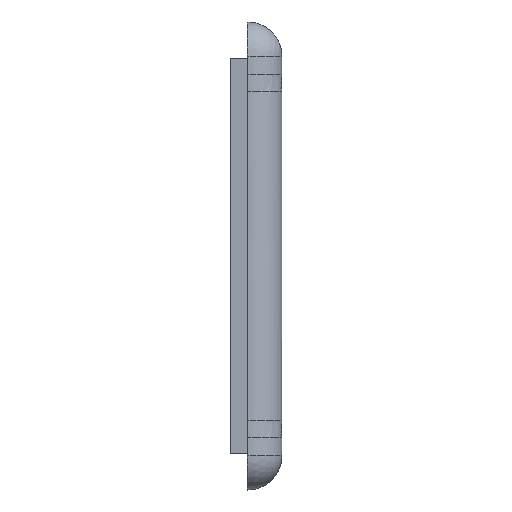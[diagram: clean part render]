
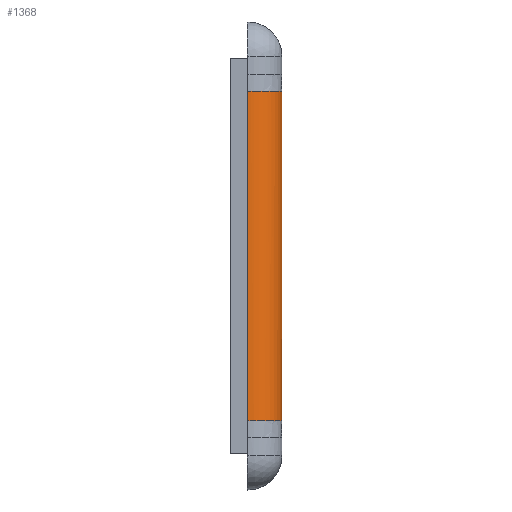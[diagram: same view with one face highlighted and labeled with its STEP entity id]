
A CAD part, front view. The second image highlights one B-rep face of the part: STEP entity #1368.
In plain terms, the highlighted cylindrical face has radius 1.98 mm (diameter 3.96 mm), a partial arc.
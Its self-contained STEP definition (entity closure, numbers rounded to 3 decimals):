
#32 = PLANE('',#33);
#33 = AXIS2_PLACEMENT_3D('',#34,#35,#36);
#34 = CARTESIAN_POINT('',(0.,-33.,25.02));
#35 = DIRECTION('',(0.,1.,0.));
#36 = DIRECTION('',(0.,0.,-1.));
#85 = VERTEX_POINT('',#86);
#86 = CARTESIAN_POINT('',(0.02,-33.,23.));
#106 = ( BOUNDED_SURFACE() B_SPLINE_SURFACE(2,5,(
    (#107,#108,#109,#110,#111,#112)
    ,(#113,#114,#115,#116,#117,#118)
    ,(#119,#120,#121,#122,#123,#124
)),.UNSPECIFIED.,.F.,.F.,.F.) B_SPLINE_SURFACE_WITH_KNOTS((3,3),(6,6),(
    0.,0.999),(66.171,67.17),
.PIECEWISE_BEZIER_KNOTS.) GEOMETRIC_REPRESENTATION_ITEM() 
RATIONAL_B_SPLINE_SURFACE((
    (1.,1.,1.,1.,1.,1.)
    ,(0.707,0.719,0.724,0.724
      ,0.719,0.707)
,(1.,1.,1.,1.,1.,1.))) REPRESENTATION_ITEM('') SURFACE() );
#107 = CARTESIAN_POINT('',(0.02,-33.,24.));
#108 = CARTESIAN_POINT('',(0.02,-33.,23.8));
#109 = CARTESIAN_POINT('',(0.023,-33.,23.6));
#110 = CARTESIAN_POINT('',(0.023,-33.,23.4));
#111 = CARTESIAN_POINT('',(0.02,-33.,23.2));
#112 = CARTESIAN_POINT('',(0.02,-33.,23.));
#113 = CARTESIAN_POINT('',(2.,-33.,24.));
#114 = CARTESIAN_POINT('',(1.935,-33.,23.803));
#115 = CARTESIAN_POINT('',(1.91,-33.,23.601));
#116 = CARTESIAN_POINT('',(1.91,-33.,23.399));
#117 = CARTESIAN_POINT('',(1.935,-33.,23.197));
#118 = CARTESIAN_POINT('',(2.,-33.,23.));
#119 = CARTESIAN_POINT('',(2.,-31.02,24.));
#120 = CARTESIAN_POINT('',(2.,-31.086,23.8));
#121 = CARTESIAN_POINT('',(2.,-31.115,23.6));
#122 = CARTESIAN_POINT('',(2.,-31.115,23.4));
#123 = CARTESIAN_POINT('',(2.,-31.086,23.2));
#124 = CARTESIAN_POINT('',(2.,-31.02,23.));
#132 = EDGE_CURVE('',#85,#133,#135,.T.);
#133 = VERTEX_POINT('',#134);
#134 = CARTESIAN_POINT('',(0.02,-33.,4.));
#135 = SURFACE_CURVE('',#136,(#140,#147),.PCURVE_S1.);
#136 = LINE('',#137,#138);
#137 = CARTESIAN_POINT('',(0.02,-33.,25.02));
#138 = VECTOR('',#139,1.);
#139 = DIRECTION('',(0.,0.,-1.));
#140 = PCURVE('',#32,#141);
#141 = DEFINITIONAL_REPRESENTATION('',(#142),#146);
#142 = LINE('',#143,#144);
#143 = CARTESIAN_POINT('',(0.,-0.02));
#144 = VECTOR('',#145,1.);
#145 = DIRECTION('',(1.,0.));
#146 = ( GEOMETRIC_REPRESENTATION_CONTEXT(2) 
PARAMETRIC_REPRESENTATION_CONTEXT() REPRESENTATION_CONTEXT('2D SPACE',''
  ) );
#147 = PCURVE('',#148,#153);
#148 = CYLINDRICAL_SURFACE('',#149,1.98);
#149 = AXIS2_PLACEMENT_3D('',#150,#151,#152);
#150 = CARTESIAN_POINT('',(0.02,-31.02,25.02));
#151 = DIRECTION('',(0.,0.,-1.));
#152 = DIRECTION('',(1.,0.,0.));
#153 = DEFINITIONAL_REPRESENTATION('',(#154),#158);
#154 = LINE('',#155,#156);
#155 = CARTESIAN_POINT('',(1.571,0.));
#156 = VECTOR('',#157,1.);
#157 = DIRECTION('',(0.,1.));
#158 = ( GEOMETRIC_REPRESENTATION_CONTEXT(2) 
PARAMETRIC_REPRESENTATION_CONTEXT() REPRESENTATION_CONTEXT('2D SPACE',''
  ) );
#182 = ( BOUNDED_SURFACE() B_SPLINE_SURFACE(2,5,(
    (#183,#184,#185,#186,#187,#188)
    ,(#189,#190,#191,#192,#193,#194)
    ,(#195,#196,#197,#198,#199,#200
)),.UNSPECIFIED.,.F.,.F.,.F.) B_SPLINE_SURFACE_WITH_KNOTS((3,3),(6,6),(
    0.,0.999),(86.171,87.17),
.PIECEWISE_BEZIER_KNOTS.) GEOMETRIC_REPRESENTATION_ITEM() 
RATIONAL_B_SPLINE_SURFACE((
    (1.,1.,1.,1.,1.,1.)
    ,(0.707,0.719,0.724,0.724
      ,0.719,0.707)
,(1.,1.,1.,1.,1.,1.))) REPRESENTATION_ITEM('') SURFACE() );
#183 = CARTESIAN_POINT('',(0.02,-33.,4.));
#184 = CARTESIAN_POINT('',(0.02,-33.,3.8));
#185 = CARTESIAN_POINT('',(0.023,-33.,3.6));
#186 = CARTESIAN_POINT('',(0.023,-33.,3.4));
#187 = CARTESIAN_POINT('',(0.02,-33.,3.2));
#188 = CARTESIAN_POINT('',(0.02,-33.,3.));
#189 = CARTESIAN_POINT('',(2.,-33.,4.));
#190 = CARTESIAN_POINT('',(1.935,-33.,3.803));
#191 = CARTESIAN_POINT('',(1.91,-33.,3.601));
#192 = CARTESIAN_POINT('',(1.91,-33.,3.399));
#193 = CARTESIAN_POINT('',(1.935,-33.,3.197));
#194 = CARTESIAN_POINT('',(2.,-33.,3.));
#195 = CARTESIAN_POINT('',(2.,-31.02,4.));
#196 = CARTESIAN_POINT('',(2.,-31.086,3.8));
#197 = CARTESIAN_POINT('',(2.,-31.115,3.6));
#198 = CARTESIAN_POINT('',(2.,-31.115,3.4));
#199 = CARTESIAN_POINT('',(2.,-31.086,3.2));
#200 = CARTESIAN_POINT('',(2.,-31.02,3.));
#1252 = VERTEX_POINT('',#1253);
#1253 = CARTESIAN_POINT('',(2.,-31.02,23.));
#1285 = EDGE_CURVE('',#1252,#85,#1286,.T.);
#1286 = SURFACE_CURVE('',#1287,(#1291,#1298),.PCURVE_S1.);
#1287 = ( BOUNDED_CURVE() B_SPLINE_CURVE(2,(#1288,#1289,#1290),
.UNSPECIFIED.,.F.,.F.) B_SPLINE_CURVE_WITH_KNOTS((3,3),(0.,
0.999),.PIECEWISE_BEZIER_KNOTS.) CURVE() 
GEOMETRIC_REPRESENTATION_ITEM() RATIONAL_B_SPLINE_CURVE((1.,
0.707,1.)) REPRESENTATION_ITEM('') );
#1288 = CARTESIAN_POINT('',(2.,-31.02,23.));
#1289 = CARTESIAN_POINT('',(2.,-33.,23.));
#1290 = CARTESIAN_POINT('',(0.02,-33.,23.));
#1291 = PCURVE('',#106,#1292);
#1292 = DEFINITIONAL_REPRESENTATION('',(#1293),#1297);
#1293 = LINE('',#1294,#1295);
#1294 = CARTESIAN_POINT('',(0.999,67.17));
#1295 = VECTOR('',#1296,1.);
#1296 = DIRECTION('',(-1.,-0.));
#1297 = ( GEOMETRIC_REPRESENTATION_CONTEXT(2) 
PARAMETRIC_REPRESENTATION_CONTEXT() REPRESENTATION_CONTEXT('2D SPACE',''
  ) );
#1298 = PCURVE('',#148,#1299);
#1299 = DEFINITIONAL_REPRESENTATION('',(#1300),#1311);
#1300 = B_SPLINE_CURVE_WITH_KNOTS('',9,(#1301,#1302,#1303,#1304,#1305,
    #1306,#1307,#1308,#1309,#1310),.UNSPECIFIED.,.F.,.F.,(10,10),(0.,
    0.999),.PIECEWISE_BEZIER_KNOTS.);
#1301 = CARTESIAN_POINT('',(0.,2.02));
#1302 = CARTESIAN_POINT('',(0.157,2.02));
#1303 = CARTESIAN_POINT('',(0.326,2.02));
#1304 = CARTESIAN_POINT('',(0.505,2.02));
#1305 = CARTESIAN_POINT('',(0.691,2.02));
#1306 = CARTESIAN_POINT('',(0.88,2.02));
#1307 = CARTESIAN_POINT('',(1.066,2.02));
#1308 = CARTESIAN_POINT('',(1.245,2.02));
#1309 = CARTESIAN_POINT('',(1.414,2.02));
#1310 = CARTESIAN_POINT('',(1.571,2.02));
#1311 = ( GEOMETRIC_REPRESENTATION_CONTEXT(2) 
PARAMETRIC_REPRESENTATION_CONTEXT() REPRESENTATION_CONTEXT('2D SPACE',''
  ) );
#1368 = ADVANCED_FACE('',(#1369),#148,.T.);
#1369 = FACE_BOUND('',#1370,.T.);
#1370 = EDGE_LOOP('',(#1371,#1372,#1373,#1404));
#1371 = ORIENTED_EDGE('',*,*,#1285,.T.);
#1372 = ORIENTED_EDGE('',*,*,#132,.T.);
#1373 = ORIENTED_EDGE('',*,*,#1374,.F.);
#1374 = EDGE_CURVE('',#1375,#133,#1377,.T.);
#1375 = VERTEX_POINT('',#1376);
#1376 = CARTESIAN_POINT('',(2.,-31.02,4.));
#1377 = SURFACE_CURVE('',#1378,(#1383,#1390),.PCURVE_S1.);
#1378 = CIRCLE('',#1379,1.98);
#1379 = AXIS2_PLACEMENT_3D('',#1380,#1381,#1382);
#1380 = CARTESIAN_POINT('',(0.02,-31.02,4.));
#1381 = DIRECTION('',(0.,0.,-1.));
#1382 = DIRECTION('',(1.,0.,0.));
#1383 = PCURVE('',#148,#1384);
#1384 = DEFINITIONAL_REPRESENTATION('',(#1385),#1389);
#1385 = LINE('',#1386,#1387);
#1386 = CARTESIAN_POINT('',(0.,21.02));
#1387 = VECTOR('',#1388,1.);
#1388 = DIRECTION('',(1.,0.));
#1389 = ( GEOMETRIC_REPRESENTATION_CONTEXT(2) 
PARAMETRIC_REPRESENTATION_CONTEXT() REPRESENTATION_CONTEXT('2D SPACE',''
  ) );
#1390 = PCURVE('',#182,#1391);
#1391 = DEFINITIONAL_REPRESENTATION('',(#1392),#1403);
#1392 = B_SPLINE_CURVE_WITH_KNOTS('',9,(#1393,#1394,#1395,#1396,#1397,
    #1398,#1399,#1400,#1401,#1402),.UNSPECIFIED.,.F.,.F.,(10,10),(0.,
    1.571),.PIECEWISE_BEZIER_KNOTS.);
#1393 = CARTESIAN_POINT('',(0.999,86.171));
#1394 = CARTESIAN_POINT('',(0.876,86.171));
#1395 = CARTESIAN_POINT('',(0.763,86.171));
#1396 = CARTESIAN_POINT('',(0.655,86.171));
#1397 = CARTESIAN_POINT('',(0.551,86.171));
#1398 = CARTESIAN_POINT('',(0.448,86.171));
#1399 = CARTESIAN_POINT('',(0.344,86.171));
#1400 = CARTESIAN_POINT('',(0.237,86.171));
#1401 = CARTESIAN_POINT('',(0.123,86.171));
#1402 = CARTESIAN_POINT('',(0.,86.171));
#1403 = ( GEOMETRIC_REPRESENTATION_CONTEXT(2) 
PARAMETRIC_REPRESENTATION_CONTEXT() REPRESENTATION_CONTEXT('2D SPACE',''
  ) );
#1404 = ORIENTED_EDGE('',*,*,#1405,.F.);
#1405 = EDGE_CURVE('',#1252,#1375,#1406,.T.);
#1406 = SURFACE_CURVE('',#1407,(#1411,#1418),.PCURVE_S1.);
#1407 = LINE('',#1408,#1409);
#1408 = CARTESIAN_POINT('',(2.,-31.02,25.02));
#1409 = VECTOR('',#1410,1.);
#1410 = DIRECTION('',(0.,0.,-1.));
#1411 = PCURVE('',#148,#1412);
#1412 = DEFINITIONAL_REPRESENTATION('',(#1413),#1417);
#1413 = LINE('',#1414,#1415);
#1414 = CARTESIAN_POINT('',(0.,0.));
#1415 = VECTOR('',#1416,1.);
#1416 = DIRECTION('',(0.,1.));
#1417 = ( GEOMETRIC_REPRESENTATION_CONTEXT(2) 
PARAMETRIC_REPRESENTATION_CONTEXT() REPRESENTATION_CONTEXT('2D SPACE',''
  ) );
#1418 = PCURVE('',#1419,#1424);
#1419 = PLANE('',#1420);
#1420 = AXIS2_PLACEMENT_3D('',#1421,#1422,#1423);
#1421 = CARTESIAN_POINT('',(2.,-1.489,13.373));
#1422 = DIRECTION('',(1.,0.,0.));
#1423 = DIRECTION('',(0.,0.,1.));
#1424 = DEFINITIONAL_REPRESENTATION('',(#1425),#1429);
#1425 = LINE('',#1426,#1427);
#1426 = CARTESIAN_POINT('',(11.647,29.531));
#1427 = VECTOR('',#1428,1.);
#1428 = DIRECTION('',(-1.,0.));
#1429 = ( GEOMETRIC_REPRESENTATION_CONTEXT(2) 
PARAMETRIC_REPRESENTATION_CONTEXT() REPRESENTATION_CONTEXT('2D SPACE',''
  ) );
